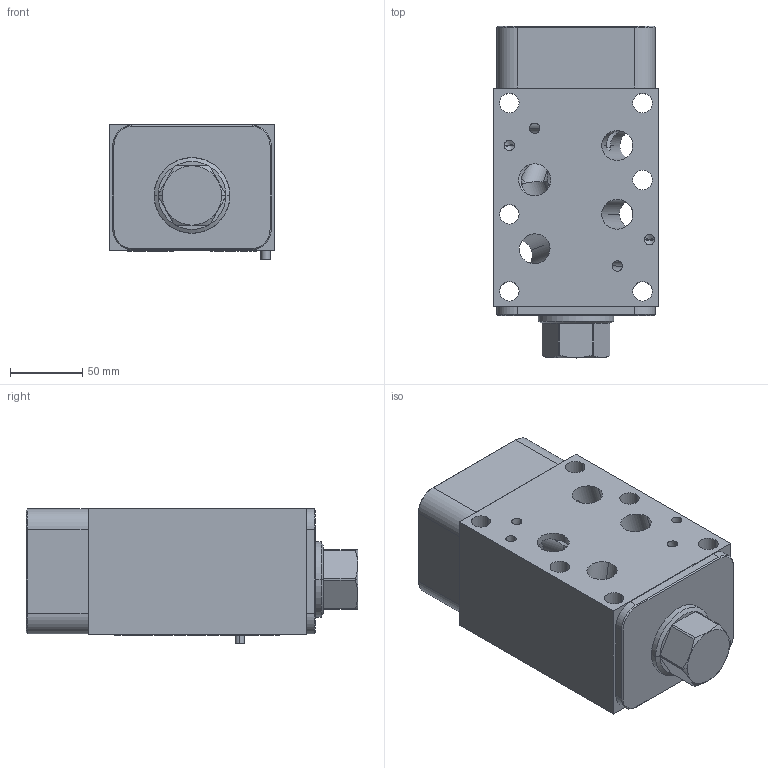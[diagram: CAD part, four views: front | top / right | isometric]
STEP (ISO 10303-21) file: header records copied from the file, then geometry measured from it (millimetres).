
FILE_DESCRIPTION((''),'2;1');
FILE_NAME('KB2_ASM','2019-10-02T',('ProEService'),(''),'PRO/ENGINEER BY PARAMETRIC TECHNOLOGY CORPORATION, 2014200','PRO/ENGINEER BY PARAMETRIC TECHNOLOGY CORPORATION, 2014200','');
FILE_SCHEMA(('CONFIG_CONTROL_DESIGN'));
Length unit declared in the file: inch
Products named in the file (7): 152-711; CXJAXCN; A330-006-006; 811-001-002; 500-001-121; 500-001-114; KB2_ASM
Assembly tree (10 placements, depth 2):
  KB2_ASM
    152-711
    CXJAXCN
    A330-006-006
    811-001-002
    500-001-121  x4
    500-001-114  x2
Bounding box: 114.3 x 229.39 x 93.68 mm (x, y, z)
Volume: 1560893.4 mm3; surface area: 205304.5 mm2
Topology: 12 solids, 12 shells, 437 faces, 1284 edges, 1041 vertices
Faces by surface type: cylinder 152, cone 109, plane 96, torus 36, revolution 32, sphere 12
Entity records: 17207 total; most frequent: CARTESIAN_POINT 5981, DIRECTION 2412, ORIENTED_EDGE 1988, EDGE_CURVE 994, AXIS2_PLACEMENT_3D 904, VERTEX_POINT 609, VECTOR 588, LINE 588
